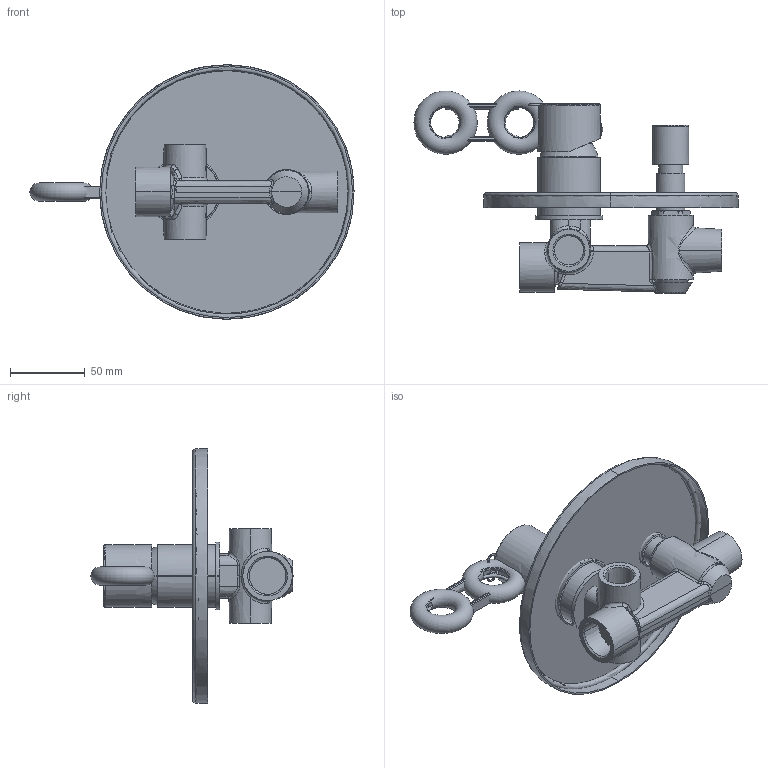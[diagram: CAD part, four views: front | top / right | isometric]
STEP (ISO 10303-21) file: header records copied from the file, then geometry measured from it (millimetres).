
FILE_DESCRIPTION((''),'2;1');
FILE_NAME('VBQ24227_ASM','2020-07-02T',('fth20'),(''),'CREO PARAMETRIC BY PTC INC, 2015480','CREO PARAMETRIC BY PTC INC, 2015480','');
FILE_SCHEMA(('CONFIG_CONTROL_DESIGN'));
Products named in the file (16): 80T34040; 81T15030G; 82J24182_; 81J24182_; 83J24182_; 8XJ15X5X5_; 84J24182_; ASSY-24182__ASM; J10350; 8YG16045; 8ZG16363; 80D24182; 8MB24227; 80P35VBQ2; 80N81050; VBQ24227_ASM
Assembly tree (15 placements, depth 3):
  VBQ24227_ASM
    80T34040
    81T15030G
    ASSY-24182__ASM
      82J24182_
      81J24182_
      83J24182_
      8XJ15X5X5_
      84J24182_
    J10350
    8YG16045
    8ZG16363
    80D24182
    8MB24227
    80P35VBQ2
    80N81050
Bounding box: 216.65 x 135.04 x 170 mm (x, y, z)
Surface area: 176240.2 mm2 (no closed solid volume)
Topology: 0 solids, 0 shells, 653 faces, 3122 edges, 3087 vertices
Faces by surface type: bspline 610, torus 40, sphere 3
Entity records: 80778 total; most frequent: CARTESIAN_POINT 53788, DIRECTION 4171, TRIMMED_CURVE 3353, DEFINITIONAL_REPRESENTATION 3054, PCURVE 3054, COMPOSITE_CURVE_SEGMENT 3054, VECTOR 2693, LINE 2693
